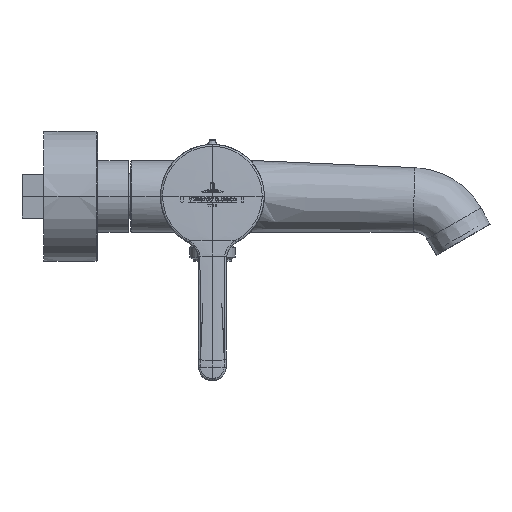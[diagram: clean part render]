
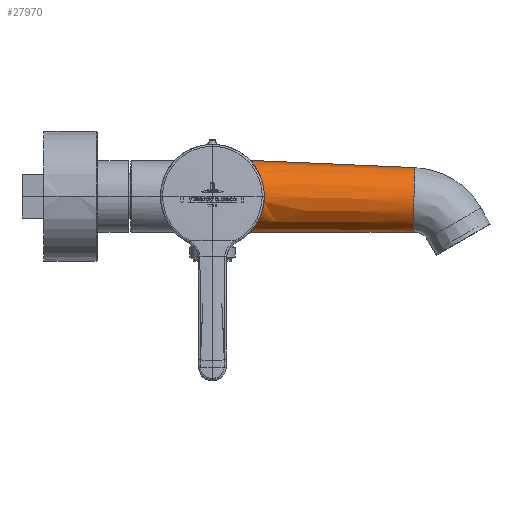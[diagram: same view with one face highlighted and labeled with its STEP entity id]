
A CAD part, left-side view. The second image highlights one B-rep face of the part: STEP entity #27970.
In plain terms, the highlighted free-form (B-spline) face has degree [3, 3] with [11, 4] control points.
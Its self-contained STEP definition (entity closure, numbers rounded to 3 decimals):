
#2269=CARTESIAN_POINT('',(-6.107,-96.391,
15.419));
#2271=CARTESIAN_POINT('',(-6.107,-96.391,
15.419));
#2272=CARTESIAN_POINT('',(-6.656,-96.581,
15.192));
#2273=CARTESIAN_POINT('',(-7.744,-97.002,
14.673));
#2274=CARTESIAN_POINT('',(-9.398,-97.764,
13.636));
#2275=CARTESIAN_POINT('',(-10.935,-98.57,
12.394));
#2276=CARTESIAN_POINT('',(-12.311,-99.36,
10.984));
#2277=CARTESIAN_POINT('',(-13.498,-100.089,
9.439));
#2278=CARTESIAN_POINT('',(-14.476,-100.713,
7.818));
#2279=CARTESIAN_POINT('',(-15.242,-101.217,
6.158));
#2280=CARTESIAN_POINT('',(-15.808,-101.597,
4.483));
#2281=CARTESIAN_POINT('',(-16.192,-101.857,
2.784));
#2282=CARTESIAN_POINT('',(-16.397,-101.995,
1.083));
#2283=CARTESIAN_POINT('',(-16.429,-102.012,
-0.597));
#2284=CARTESIAN_POINT('',(-16.289,-101.91,
-2.285));
#2285=CARTESIAN_POINT('',(-15.973,-101.688,
-3.972));
#2286=CARTESIAN_POINT('',(-15.48,-101.349,
-5.632));
#2287=CARTESIAN_POINT('',(-14.793,-100.891,
-7.276));
#2288=CARTESIAN_POINT('',(-13.904,-100.319,
-8.878));
#2289=CARTESIAN_POINT('',(-12.802,-99.64,
-10.422));
#2290=CARTESIAN_POINT('',(-11.509,-98.891,
-11.845));
#2291=CARTESIAN_POINT('',(-10.037,-98.112,
-13.119));
#2292=CARTESIAN_POINT('',(-8.434,-97.358,
-14.202));
#2293=CARTESIAN_POINT('',(-6.77,-96.69,
-15.064));
#2294=CARTESIAN_POINT('',(-5.12,-96.161,
-15.695));
#2295=CARTESIAN_POINT('',(-3.516,-95.778,
-16.125));
#2296=CARTESIAN_POINT('',(-2.468,-95.616,
-16.299));
#2297=CARTESIAN_POINT('',(-1.948,-95.559,
-16.361));
#2299=CARTESIAN_POINT('',(-1.948,-95.559,
-16.361));
#5937=DIRECTION('',(0.,-1.,-0.001));
#5938=VECTOR('',#5937,6.043);
#5939=CARTESIAN_POINT('',(0.,-95.556,-16.477));
#5940=LINE('',#5939,#5938);
#5941=DIRECTION('',(0.,-1.,-0.001));
#5942=VECTOR('',#5941,64.387);
#5943=CARTESIAN_POINT('',(0.,-106.399,-16.484));
#5944=LINE('',#5943,#5942);
#5950=CARTESIAN_POINT('',(0.,-96.422,16.588));
#5951=CARTESIAN_POINT('',(-2.085,-96.422,
16.588));
#5952=CARTESIAN_POINT('',(-4.17,-96.411,
16.188));
#5953=CARTESIAN_POINT('',(-6.107,-96.391,
15.419));
#5955=DIRECTION('',(0.,-0.999,-0.044));
#5956=VECTOR('',#5955,75.218);
#5957=CARTESIAN_POINT('',(0.,-96.422,16.588));
#5958=LINE('',#5957,#5956);
#5959=DIRECTION('',(0.,1.,0.001));
#5960=VECTOR('',#5959,4.8);
#5961=CARTESIAN_POINT('',(0.,-106.399,-16.484));
#5962=LINE('',#5961,#5960);
#5963=CARTESIAN_POINT('',(-1.948,-95.559,
-16.361));
#5964=CARTESIAN_POINT('',(-1.302,-95.557,
-16.438));
#5965=CARTESIAN_POINT('',(-0.651,-95.556,
-16.477));
#5966=CARTESIAN_POINT('',(0.,-95.556,-16.477));
#5974=CARTESIAN_POINT('',(0.,-171.568,13.304));
#5975=CARTESIAN_POINT('',(-1.953,-171.568,
13.304));
#5976=CARTESIAN_POINT('',(-5.858,-171.548,
12.527));
#5977=CARTESIAN_POINT('',(-10.825,-171.461,
9.21));
#5978=CARTESIAN_POINT('',(-14.143,-171.331,
4.245));
#5979=CARTESIAN_POINT('',(-15.308,-171.177,
-1.611));
#5980=CARTESIAN_POINT('',(-14.143,-171.024,
-7.467));
#5981=CARTESIAN_POINT('',(-10.825,-170.894,
-12.432));
#5982=CARTESIAN_POINT('',(-5.858,-170.807,
-15.749));
#5983=CARTESIAN_POINT('',(-1.953,-170.787,
-16.526));
#5984=CARTESIAN_POINT('',(0.,-170.787,-16.526));
#5997=CARTESIAN_POINT('',(0.,-170.787,-16.526));
#14692=CARTESIAN_POINT('',(0.,-96.422,16.588));
#14693=CARTESIAN_POINT('',(0.,-171.568,13.304));
#14694=VERTEX_POINT('',#14692);
#14695=VERTEX_POINT('',#14693);
#14696=VERTEX_POINT('',#5997);
#14699=CARTESIAN_POINT('',(0.,-95.556,-16.477));
#14700=CARTESIAN_POINT('',(0.,-101.599,-16.481));
#14701=VERTEX_POINT('',#14699);
#14702=VERTEX_POINT('',#14700);
#14703=CARTESIAN_POINT('',(0.,-106.399,-16.484));
#14704=VERTEX_POINT('',#14703);
#14747=VERTEX_POINT('',#2269);
#14748=VERTEX_POINT('',#2299);
#27912=CARTESIAN_POINT('',(1.04,-94.918,
16.62));
#27913=CARTESIAN_POINT('',(1.005,-120.969,
15.483));
#27914=CARTESIAN_POINT('',(0.97,-147.019,
14.346));
#27915=CARTESIAN_POINT('',(0.935,-173.07,
13.208));
#27916=CARTESIAN_POINT('',(-1.471,-94.922,
16.781));
#27917=CARTESIAN_POINT('',(-1.421,-120.973,
15.638));
#27918=CARTESIAN_POINT('',(-1.372,-147.023,
14.496));
#27919=CARTESIAN_POINT('',(-1.322,-173.074,
13.353));
#27920=CARTESIAN_POINT('',(-6.212,-94.901,
15.987));
#27921=CARTESIAN_POINT('',(-6.002,-120.953,
14.871));
#27922=CARTESIAN_POINT('',(-5.791,-147.004,
13.756));
#27923=CARTESIAN_POINT('',(-5.581,-173.055,
12.64));
#27924=CARTESIAN_POINT('',(-12.022,-94.8,
12.107));
#27925=CARTESIAN_POINT('',(-11.615,-120.854,
11.122));
#27926=CARTESIAN_POINT('',(-11.208,-146.909,
10.138));
#27927=CARTESIAN_POINT('',(-10.801,-172.964,
9.153));
#27928=CARTESIAN_POINT('',(-15.707,-94.655,
6.593));
#27929=CARTESIAN_POINT('',(-15.176,-120.715,5.795));
#27930=CARTESIAN_POINT('',(-14.644,-146.775,
4.997));
#27931=CARTESIAN_POINT('',(-14.112,-172.834,
4.199));
#27932=CARTESIAN_POINT('',(-17.002,-94.485,
0.089));
#27933=CARTESIAN_POINT('',(-16.426,-120.55,
-0.489));
#27934=CARTESIAN_POINT('',(-15.851,-146.616,
-1.067));
#27935=CARTESIAN_POINT('',(-15.275,-172.681,
-1.644));
#27936=CARTESIAN_POINT('',(-15.707,-94.315,
-6.415));
#27937=CARTESIAN_POINT('',(-15.176,-120.386,
-6.773));
#27938=CARTESIAN_POINT('',(-14.644,-146.457,
-7.13));
#27939=CARTESIAN_POINT('',(-14.112,-172.528,
-7.488));
#27940=CARTESIAN_POINT('',(-12.022,-94.17,
-11.929));
#27941=CARTESIAN_POINT('',(-11.615,-120.246,
-12.1));
#27942=CARTESIAN_POINT('',(-11.208,-146.322,
-12.271));
#27943=CARTESIAN_POINT('',(-10.801,-172.398,
-12.442));
#27944=CARTESIAN_POINT('',(-6.212,-94.069,
-15.81));
#27945=CARTESIAN_POINT('',(-6.002,-120.148,
-15.849));
#27946=CARTESIAN_POINT('',(-5.791,-146.228,
-15.889));
#27947=CARTESIAN_POINT('',(-5.581,-172.307,
-15.929));
#27948=CARTESIAN_POINT('',(-1.471,-94.048,
-16.604));
#27949=CARTESIAN_POINT('',(-1.421,-120.128,
-16.616));
#27950=CARTESIAN_POINT('',(-1.372,-146.208,
-16.629));
#27951=CARTESIAN_POINT('',(-1.322,-172.288,
-16.642));
#27952=CARTESIAN_POINT('',(1.04,-94.052,
-16.443));
#27953=CARTESIAN_POINT('',(1.005,-120.132,
-16.461));
#27954=CARTESIAN_POINT('',(0.97,-146.212,
-16.479));
#27955=CARTESIAN_POINT('',(0.935,-172.292,
-16.497));
#27956=B_SPLINE_SURFACE_WITH_KNOTS('',3,3,((#27912,#27913,#27914,#27915),
(#27916,#27917,#27918,#27919),(#27920,#27921,#27922,#27923),(#27924,#27925,
#27926,#27927),(#27928,#27929,#27930,#27931),(#27932,#27933,#27934,#27935),(
#27936,#27937,#27938,#27939),(#27940,#27941,#27942,#27943),(#27944,#27945,
#27946,#27947),(#27948,#27949,#27950,#27951),(#27952,#27953,#27954,#27955)),
.UNSPECIFIED.,.F.,.F.,.F.,(4,1,1,1,1,1,1,1,4),(4,4),(-0.02,0.125,
0.25,0.375,0.5,0.625,0.75,0.875,1.02),(16.496,
94.711),.UNSPECIFIED.);
#27957=ORIENTED_EDGE('',*,*,#17026,.F.);
#27959=ORIENTED_EDGE('',*,*,#27958,.F.);
#27960=ORIENTED_EDGE('',*,*,#27894,.T.);
#27962=ORIENTED_EDGE('',*,*,#27961,.T.);
#27963=ORIENTED_EDGE('',*,*,#27890,.F.);
#27964=ORIENTED_EDGE('',*,*,#27888,.T.);
#27965=ORIENTED_EDGE('',*,*,#27886,.F.);
#27967=ORIENTED_EDGE('',*,*,#27966,.F.);
#27968=EDGE_LOOP('',(#27957,#27959,#27960,#27962,#27963,#27964,#27965,#27967));
#27969=FACE_OUTER_BOUND('',#27968,.F.);
#2298=B_SPLINE_CURVE_WITH_KNOTS('',3,(#2271,#2272,#2273,#2274,#2275,#2276,#2277,
#2278,#2279,#2280,#2281,#2282,#2283,#2284,#2285,#2286,#2287,#2288,#2289,#2290,
#2291,#2292,#2293,#2294,#2295,#2296,#2297),.UNSPECIFIED.,.F.,.F.,(4,1,1,1,1,1,1,
1,1,1,1,1,1,1,1,1,1,1,1,1,1,1,1,1,4),(0.,0.042,0.083,
0.125,0.167,0.208,0.25,0.292,
0.333,0.375,0.417,0.458,0.5,
0.542,0.583,0.625,0.667,0.708,
0.75,0.792,0.833,0.875,0.917,
0.958,1.),.UNSPECIFIED.);
#5954=B_SPLINE_CURVE_WITH_KNOTS('',3,(#5950,#5951,#5952,#5953),.UNSPECIFIED.,
.F.,.F.,(4,4),(0.,1.),.UNSPECIFIED.);
#5967=B_SPLINE_CURVE_WITH_KNOTS('',3,(#5963,#5964,#5965,#5966),.UNSPECIFIED.,
.F.,.F.,(4,4),(0.,1.),.UNSPECIFIED.);
#5985=B_SPLINE_CURVE_WITH_KNOTS('',3,(#5974,#5975,#5976,#5977,#5978,#5979,#5980,
#5981,#5982,#5983,#5984),.UNSPECIFIED.,.F.,.F.,(4,1,1,1,1,1,1,1,4),(0.,
0.125,0.25,0.375,0.5,0.625,0.75,0.875,1.),.UNSPECIFIED.);
#17026=EDGE_CURVE('',#14747,#14748,#2298,.T.);
#27886=EDGE_CURVE('',#14701,#14702,#5940,.T.);
#27888=EDGE_CURVE('',#14704,#14702,#5962,.T.);
#27890=EDGE_CURVE('',#14704,#14696,#5944,.T.);
#27894=EDGE_CURVE('',#14694,#14695,#5958,.T.);
#27958=EDGE_CURVE('',#14694,#14747,#5954,.T.);
#27961=EDGE_CURVE('',#14695,#14696,#5985,.T.);
#27966=EDGE_CURVE('',#14748,#14701,#5967,.T.);
#27970=ADVANCED_FACE('',(#27969),#27956,.T.);
